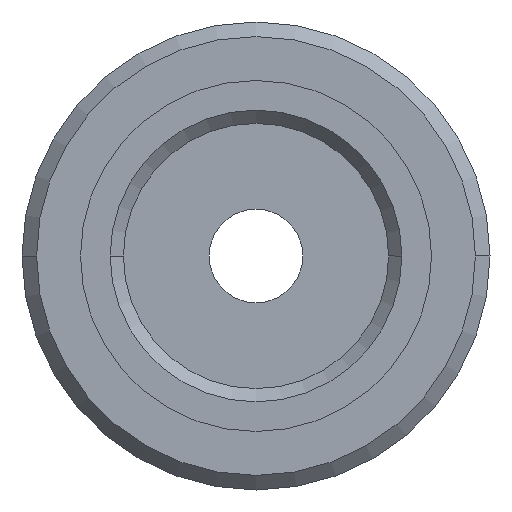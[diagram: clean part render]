
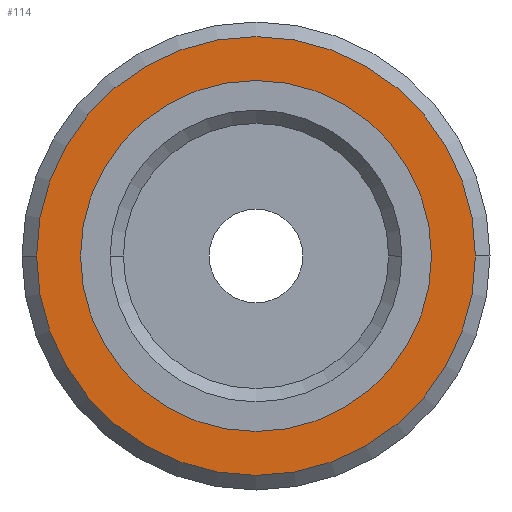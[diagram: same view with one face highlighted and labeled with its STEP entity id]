
A CAD part, front view. The second image highlights one B-rep face of the part: STEP entity #114.
In plain terms, the highlighted planar face has unit normal (0, -1, 0).
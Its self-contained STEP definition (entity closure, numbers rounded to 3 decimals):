
#114=ADVANCED_FACE('',(#261,#262),#263,.T.);
#261=FACE_BOUND('',#438,.T.);
#262=FACE_OUTER_BOUND('',#439,.T.);
#263=PLANE('',#440);
#438=EDGE_LOOP('',(#702,#703));
#439=EDGE_LOOP('',(#704,#705));
#440=AXIS2_PLACEMENT_3D('',#706,#707,#708);
#702=ORIENTED_EDGE('',*,*,#1082,.T.);
#703=ORIENTED_EDGE('',*,*,#1083,.T.);
#704=ORIENTED_EDGE('',*,*,#1054,.F.);
#705=ORIENTED_EDGE('',*,*,#1084,.F.);
#706=CARTESIAN_POINT('',(-5.625,0.1,0.));
#707=DIRECTION('',(0.0,-1.0,0.0));
#708=DIRECTION('',(1.0,0.0,0.));
#1054=EDGE_CURVE('',#1260,#1262,#1263,.T.);
#1082=EDGE_CURVE('',#1308,#1309,#1310,.T.);
#1083=EDGE_CURVE('',#1309,#1308,#1311,.T.);
#1084=EDGE_CURVE('',#1262,#1260,#1312,.T.);
#1260=VERTEX_POINT('',#1510);
#1262=VERTEX_POINT('',#1513);
#1263=CIRCLE('',#1514,11.25);
#1308=VERTEX_POINT('',#1568);
#1309=VERTEX_POINT('',#1569);
#1310=CIRCLE('',#1570,9.0);
#1311=CIRCLE('',#1571,9.0);
#1312=CIRCLE('',#1572,11.25);
#1510=CARTESIAN_POINT('',(-11.25,0.1,0.));
#1513=CARTESIAN_POINT('',(11.25,0.1,0.));
#1514=AXIS2_PLACEMENT_3D('',#1785,#1786,#1787);
#1568=CARTESIAN_POINT('',(9.0,0.1,0.0));
#1569=CARTESIAN_POINT('',(-9.0,0.1,0.));
#1570=AXIS2_PLACEMENT_3D('',#1833,#1834,#1835);
#1571=AXIS2_PLACEMENT_3D('',#1836,#1837,#1838);
#1572=AXIS2_PLACEMENT_3D('',#1839,#1840,#1841);
#1785=CARTESIAN_POINT('',(0.0,0.1,0.0));
#1786=DIRECTION('',(0.0,1.0,0.0));
#1787=DIRECTION('',(-1.0,0.0,0.));
#1833=CARTESIAN_POINT('',(0.0,0.1,0.0));
#1834=DIRECTION('',(0.0,1.0,0.0));
#1835=DIRECTION('',(-1.0,0.0,0.));
#1836=CARTESIAN_POINT('',(0.0,0.1,0.0));
#1837=DIRECTION('',(0.0,1.0,0.0));
#1838=DIRECTION('',(-1.0,0.0,0.));
#1839=CARTESIAN_POINT('',(0.0,0.1,0.0));
#1840=DIRECTION('',(0.0,1.0,0.0));
#1841=DIRECTION('',(-1.0,0.0,0.));
